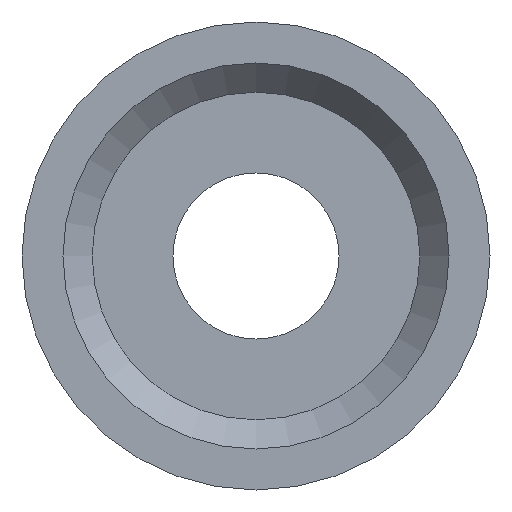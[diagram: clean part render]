
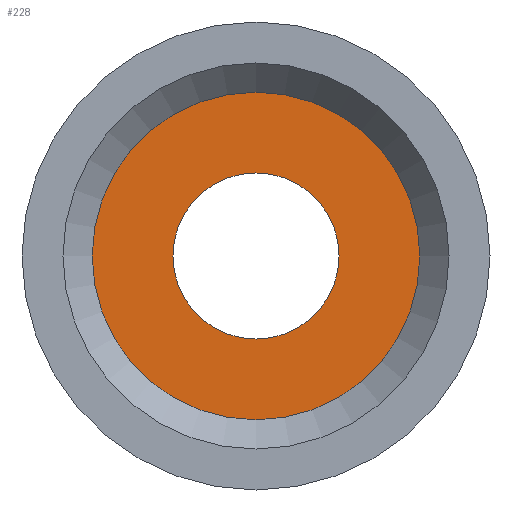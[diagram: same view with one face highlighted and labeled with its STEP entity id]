
A CAD part, left-side view. The second image highlights one B-rep face of the part: STEP entity #228.
In plain terms, the highlighted planar face has unit normal (-1, 0, 0).
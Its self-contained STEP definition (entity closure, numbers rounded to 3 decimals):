
#67=PLANE('',#246);
#74=CIRCLE('',#245,7.);
#75=CIRCLE('',#247,3.55);
#91=VERTEX_POINT('',#281);
#92=VERTEX_POINT('',#283);
#93=VERTEX_POINT('',#286);
#123=EDGE_CURVE('',#91,#92,#74,.T.);
#124=EDGE_CURVE('',#92,#91,#74,.T.);
#125=EDGE_CURVE('',#93,#93,#75,.T.);
#154=ORIENTED_EDGE('',*,*,#125,.T.);
#155=ORIENTED_EDGE('',*,*,#123,.F.);
#156=ORIENTED_EDGE('',*,*,#124,.F.);
#195=EDGE_LOOP('',(#154));
#196=EDGE_LOOP('',(#155,#156));
#212=FACE_BOUND('',#195,.T.);
#213=FACE_BOUND('',#196,.T.);
#228=ADVANCED_FACE('',(#212,#213),#67,.T.);
#245=AXIS2_PLACEMENT_3D('',#282,#334,#335);
#246=AXIS2_PLACEMENT_3D('',#284,#336,$);
#247=AXIS2_PLACEMENT_3D('',#285,#337,#338);
#281=CARTESIAN_POINT('',(1.3,0.,7.));
#282=CARTESIAN_POINT('',(1.3,0.,0.));
#283=CARTESIAN_POINT('',(1.3,0.,-7.));
#284=CARTESIAN_POINT('',(1.3,7.,0.));
#285=CARTESIAN_POINT('',(1.3,0.,0.));
#286=CARTESIAN_POINT('',(1.3,0.,-3.55));
#334=DIRECTION('',(1.,0.,0.));
#335=DIRECTION('',(0.,0.,-7.));
#336=DIRECTION('',(-1.,0.,0.));
#337=DIRECTION('',(1.,0.,0.));
#338=DIRECTION('',(0.,0.,-3.55));
